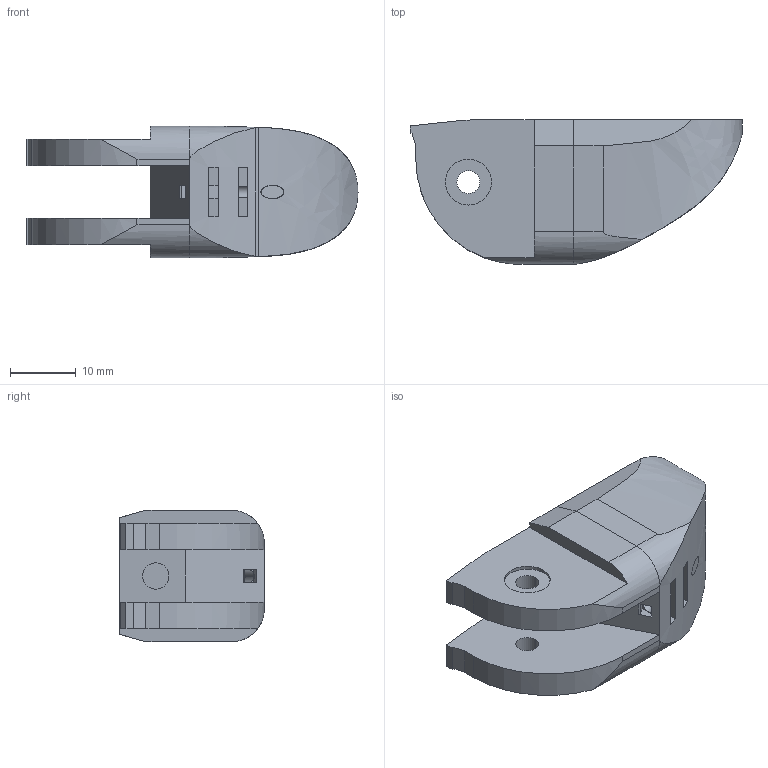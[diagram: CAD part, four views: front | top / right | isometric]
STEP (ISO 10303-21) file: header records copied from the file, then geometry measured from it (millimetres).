
FILE_DESCRIPTION (( 'STEP AP214' ), '1' );
FILE_NAME ('top small.STEP', '2025-11-19T03:10:31', ( '' ), ( '' ), 'SwSTEP 2.0', 'SolidWorks 2024', '' );
FILE_SCHEMA (( 'AUTOMOTIVE_DESIGN' ));
Length unit declared in the file: metre
Products named in the file (1): top small
Bounding box: 50.49 x 22 x 20 mm (x, y, z)
Volume: 10698.4 mm3; surface area: 6129.6 mm2
Topology: 2 solids, 2 shells, 100 faces, 278 edges, 184 vertices
Faces by surface type: plane 62, cylinder 27, bspline 11
Entity records: 3576 total; most frequent: CARTESIAN_POINT 1046, ORIENTED_EDGE 556, DIRECTION 451, EDGE_CURVE 278, LINE 191, VECTOR 191, VERTEX_POINT 184, AXIS2_PLACEMENT_3D 130
